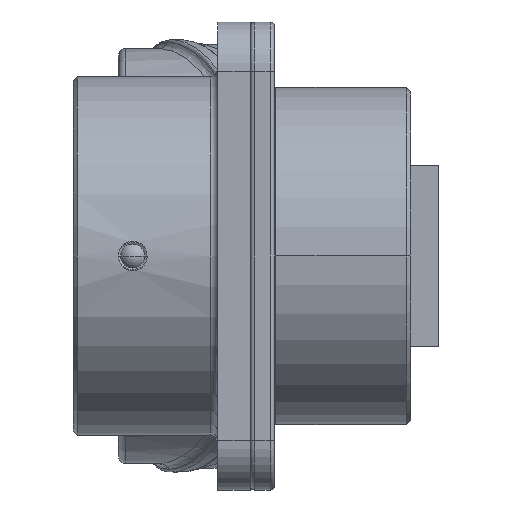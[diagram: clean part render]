
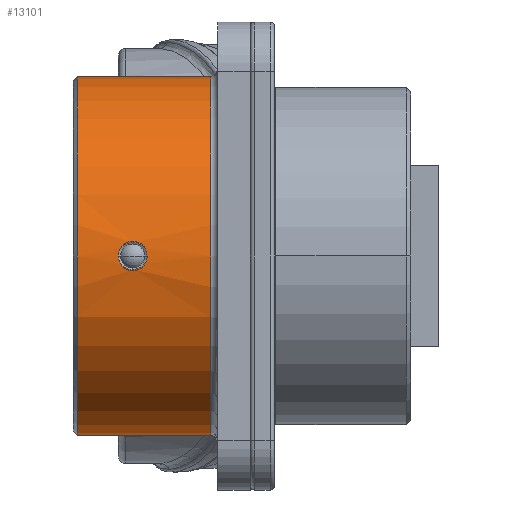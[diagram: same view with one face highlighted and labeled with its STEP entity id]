
A CAD part, left-side view. The second image highlights one B-rep face of the part: STEP entity #13101.
In plain terms, the highlighted cylindrical face has radius 12.65 mm (diameter 25.3 mm), a partial arc.
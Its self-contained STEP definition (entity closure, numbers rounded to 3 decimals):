
#10=DIRECTION('',(0.,1.,0.));
#11=VECTOR('',#10,9.4);
#12=CARTESIAN_POINT('',(0.,-16.2,12.65));
#13=LINE('',#12,#11);
#14=DIRECTION('',(0.,-1.,0.));
#15=VECTOR('',#14,9.4);
#16=CARTESIAN_POINT('',(0.,-6.8,-12.65));
#17=LINE('',#16,#15);
#1311=CARTESIAN_POINT('',(0.,-16.2,0.));
#1312=DIRECTION('',(0.,-1.,0.));
#1313=DIRECTION('',(0.,0.,1.));
#1314=AXIS2_PLACEMENT_3D('',#1311,#1312,#1313);
#1316=CARTESIAN_POINT('',(-12.65,-9.68,0.));
#1317=CARTESIAN_POINT('',(-12.65,-9.68,-0.1));
#1318=CARTESIAN_POINT('',(-12.648,-9.712,
-0.289));
#1319=CARTESIAN_POINT('',(-12.639,-9.848,
-0.553));
#1320=CARTESIAN_POINT('',(-12.627,-10.07,
-0.771));
#1321=CARTESIAN_POINT('',(-12.617,-10.346,
-0.916));
#1322=CARTESIAN_POINT('',(-12.612,-10.684,
-0.975));
#1323=CARTESIAN_POINT('',(-12.616,-11.018,
-0.926));
#1324=CARTESIAN_POINT('',(-12.625,-11.298,
-0.796));
#1325=CARTESIAN_POINT('',(-12.638,-11.547,
-0.562));
#1326=CARTESIAN_POINT('',(-12.647,-11.681,
-0.309));
#1327=CARTESIAN_POINT('',(-12.65,-11.72,-0.107));
#1328=CARTESIAN_POINT('',(-12.65,-11.72,0.));
#1330=CARTESIAN_POINT('',(-12.65,-11.72,0.));
#1331=CARTESIAN_POINT('',(-12.65,-11.72,0.1));
#1332=CARTESIAN_POINT('',(-12.648,-11.688,
0.289));
#1333=CARTESIAN_POINT('',(-12.639,-11.552,
0.553));
#1334=CARTESIAN_POINT('',(-12.627,-11.33,
0.771));
#1335=CARTESIAN_POINT('',(-12.617,-11.054,
0.916));
#1336=CARTESIAN_POINT('',(-12.612,-10.716,
0.975));
#1337=CARTESIAN_POINT('',(-12.616,-10.382,
0.926));
#1338=CARTESIAN_POINT('',(-12.625,-10.102,
0.796));
#1339=CARTESIAN_POINT('',(-12.638,-9.853,
0.562));
#1340=CARTESIAN_POINT('',(-12.647,-9.719,
0.309));
#1341=CARTESIAN_POINT('',(-12.65,-9.68,0.107));
#1342=CARTESIAN_POINT('',(-12.65,-9.68,0.));
#1348=CARTESIAN_POINT('',(0.,-6.8,0.));
#1349=DIRECTION('',(0.,-1.,0.));
#1350=DIRECTION('',(0.,0.,1.));
#1351=AXIS2_PLACEMENT_3D('',#1348,#1349,#1350);
#10045=CARTESIAN_POINT('',(0.,-16.2,12.65));
#10046=CARTESIAN_POINT('',(0.,-16.2,-12.65));
#10047=VERTEX_POINT('',#10045);
#10048=VERTEX_POINT('',#10046);
#10049=CARTESIAN_POINT('',(0.,-6.8,12.65));
#10050=VERTEX_POINT('',#10049);
#10051=CARTESIAN_POINT('',(0.,-6.8,-12.65));
#10052=VERTEX_POINT('',#10051);
#10489=VERTEX_POINT('',#1316);
#10490=VERTEX_POINT('',#1328);
#13083=CARTESIAN_POINT('',(0.,-16.388,0.));
#13084=DIRECTION('',(0.,1.,0.));
#13085=DIRECTION('',(0.,0.,-1.));
#13086=AXIS2_PLACEMENT_3D('',#13083,#13084,#13085);
#13087=CYLINDRICAL_SURFACE('',#13086,12.65);
#13088=ORIENTED_EDGE('',*,*,#13072,.T.);
#13089=ORIENTED_EDGE('',*,*,#12390,.F.);
#13091=ORIENTED_EDGE('',*,*,#13090,.F.);
#13092=ORIENTED_EDGE('',*,*,#12386,.F.);
#13093=EDGE_LOOP('',(#13088,#13089,#13091,#13092));
#13094=FACE_OUTER_BOUND('',#13093,.F.);
#13096=ORIENTED_EDGE('',*,*,#13095,.T.);
#13098=ORIENTED_EDGE('',*,*,#13097,.T.);
#13099=EDGE_LOOP('',(#13096,#13098));
#13100=FACE_BOUND('',#13099,.F.);
#13101=ADVANCED_FACE('',(#13094,#13100),#13087,.T.);
#1315=CIRCLE('',#1314,12.65);
#1329=B_SPLINE_CURVE_WITH_KNOTS('',3,(#1316,#1317,#1318,#1319,#1320,#1321,#1322,
#1323,#1324,#1325,#1326,#1327,#1328),.UNSPECIFIED.,.F.,.F.,(4,1,1,1,1,1,1,1,1,1,
4),(0.,0.1,0.2,0.3,0.4,0.5,0.6,0.7,0.8,0.9,1.),
.UNSPECIFIED.);
#1343=B_SPLINE_CURVE_WITH_KNOTS('',3,(#1330,#1331,#1332,#1333,#1334,#1335,#1336,
#1337,#1338,#1339,#1340,#1341,#1342),.UNSPECIFIED.,.F.,.F.,(4,1,1,1,1,1,1,1,1,1,
4),(0.,0.1,0.2,0.3,0.4,0.5,0.6,0.7,0.8,0.9,1.),
.UNSPECIFIED.);
#1352=CIRCLE('',#1351,12.65);
#12386=EDGE_CURVE('',#10047,#10050,#13,.T.);
#12390=EDGE_CURVE('',#10052,#10048,#17,.T.);
#13072=EDGE_CURVE('',#10047,#10048,#1315,.T.);
#13090=EDGE_CURVE('',#10050,#10052,#1352,.T.);
#13095=EDGE_CURVE('',#10489,#10490,#1329,.T.);
#13097=EDGE_CURVE('',#10490,#10489,#1343,.T.);
